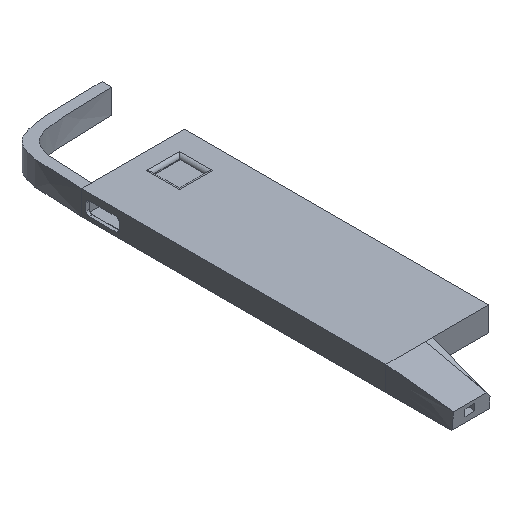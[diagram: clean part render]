
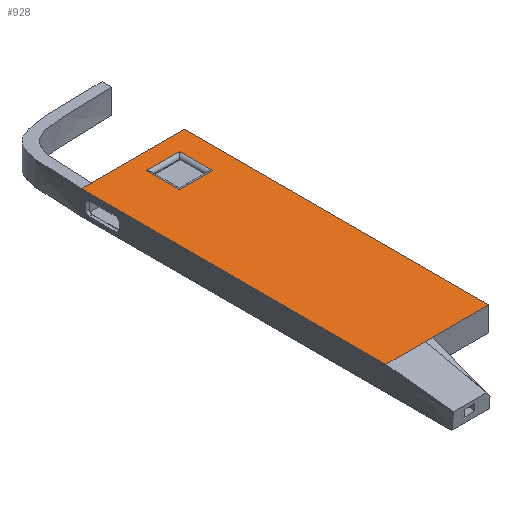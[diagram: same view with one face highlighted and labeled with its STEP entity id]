
A CAD part, isometric view. The second image highlights one B-rep face of the part: STEP entity #928.
In plain terms, the highlighted planar face has unit normal (0, 0, 1).
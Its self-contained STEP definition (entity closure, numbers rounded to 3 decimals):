
#65=FACE_BOUND('',#157,.T.);
#102=FACE_OUTER_BOUND('',#156,.T.);
#156=EDGE_LOOP('',(#717,#718,#719,#720,#721,#722));
#157=EDGE_LOOP('',(#723,#724,#725,#726));
#208=LINE('',#1356,#309);
#210=LINE('',#1360,#311);
#218=LINE('',#1425,#319);
#235=LINE('',#1491,#336);
#237=LINE('',#1499,#338);
#240=LINE('',#1507,#341);
#241=LINE('',#1510,#342);
#243=LINE('',#1514,#344);
#244=LINE('',#1516,#345);
#245=LINE('',#1517,#346);
#309=VECTOR('',#1070,10.);
#311=VECTOR('',#1074,10.);
#319=VECTOR('',#1084,10.);
#336=VECTOR('',#1135,10.);
#338=VECTOR('',#1143,10.);
#341=VECTOR('',#1150,10.);
#342=VECTOR('',#1155,10.);
#344=VECTOR('',#1159,10.);
#345=VECTOR('',#1160,10.);
#346=VECTOR('',#1161,10.);
#407=VERTEX_POINT('',#1353);
#408=VERTEX_POINT('',#1355);
#409=VERTEX_POINT('',#1359);
#413=VERTEX_POINT('',#1423);
#428=VERTEX_POINT('',#1489);
#429=VERTEX_POINT('',#1490);
#432=VERTEX_POINT('',#1498);
#435=VERTEX_POINT('',#1506);
#436=VERTEX_POINT('',#1513);
#437=VERTEX_POINT('',#1515);
#496=EDGE_CURVE('',#408,#407,#208,.T.);
#498=EDGE_CURVE('',#409,#408,#210,.T.);
#507=EDGE_CURVE('',#407,#413,#218,.T.);
#532=EDGE_CURVE('',#428,#429,#235,.T.);
#536=EDGE_CURVE('',#429,#432,#237,.T.);
#540=EDGE_CURVE('',#432,#435,#240,.T.);
#542=EDGE_CURVE('',#435,#428,#241,.T.);
#544=EDGE_CURVE('',#409,#436,#243,.T.);
#545=EDGE_CURVE('',#437,#413,#244,.T.);
#546=EDGE_CURVE('',#436,#437,#245,.T.);
#717=ORIENTED_EDGE('',*,*,#544,.F.);
#718=ORIENTED_EDGE('',*,*,#498,.T.);
#719=ORIENTED_EDGE('',*,*,#496,.T.);
#720=ORIENTED_EDGE('',*,*,#507,.T.);
#721=ORIENTED_EDGE('',*,*,#545,.F.);
#722=ORIENTED_EDGE('',*,*,#546,.F.);
#723=ORIENTED_EDGE('',*,*,#532,.F.);
#724=ORIENTED_EDGE('',*,*,#542,.F.);
#725=ORIENTED_EDGE('',*,*,#540,.F.);
#726=ORIENTED_EDGE('',*,*,#536,.F.);
#885=PLANE('',#1002);
#928=ADVANCED_FACE('',(#102,#65),#885,.T.);
#1002=AXIS2_PLACEMENT_3D('',#1512,#1157,#1158);
#1070=DIRECTION('',(1.,0.,0.));
#1074=DIRECTION('',(1.,0.,0.));
#1084=DIRECTION('',(1.,0.,0.));
#1135=DIRECTION('',(0.,-1.,0.));
#1143=DIRECTION('',(1.,0.,0.));
#1150=DIRECTION('',(0.,1.,0.));
#1155=DIRECTION('',(-1.,0.,0.));
#1157=DIRECTION('center_axis',(0.,0.,1.));
#1158=DIRECTION('ref_axis',(0.,-1.,0.));
#1159=DIRECTION('',(0.,1.,0.));
#1160=DIRECTION('',(0.,-1.,0.));
#1161=DIRECTION('',(1.,0.,0.));
#1353=CARTESIAN_POINT('',(45.252,-113.848,15.997));
#1355=CARTESIAN_POINT('',(43.062,-113.848,15.997));
#1356=CARTESIAN_POINT('',(31.115,-113.848,15.997));
#1359=CARTESIAN_POINT('',(31.115,-113.848,15.997));
#1360=CARTESIAN_POINT('',(31.115,-113.848,15.997));
#1423=CARTESIAN_POINT('',(62.325,-113.848,15.997));
#1425=CARTESIAN_POINT('',(31.115,-113.848,15.997));
#1489=CARTESIAN_POINT('',(45.661,-26.727,15.997));
#1490=CARTESIAN_POINT('',(45.661,-36.727,15.997));
#1491=CARTESIAN_POINT('',(45.661,-28.703,15.997));
#1498=CARTESIAN_POINT('',(55.661,-36.727,15.997));
#1499=CARTESIAN_POINT('',(42.888,-36.727,15.997));
#1506=CARTESIAN_POINT('',(55.661,-26.727,15.997));
#1507=CARTESIAN_POINT('',(55.661,-24.703,15.997));
#1510=CARTESIAN_POINT('',(38.888,-26.727,15.997));
#1512=CARTESIAN_POINT('Origin',(31.115,-21.678,15.997));
#1513=CARTESIAN_POINT('',(31.115,-21.678,15.997));
#1514=CARTESIAN_POINT('',(31.115,-112.848,15.997));
#1515=CARTESIAN_POINT('',(62.325,-21.678,15.997));
#1516=CARTESIAN_POINT('',(62.325,-112.848,15.997));
#1517=CARTESIAN_POINT('',(31.115,-21.678,15.997));
